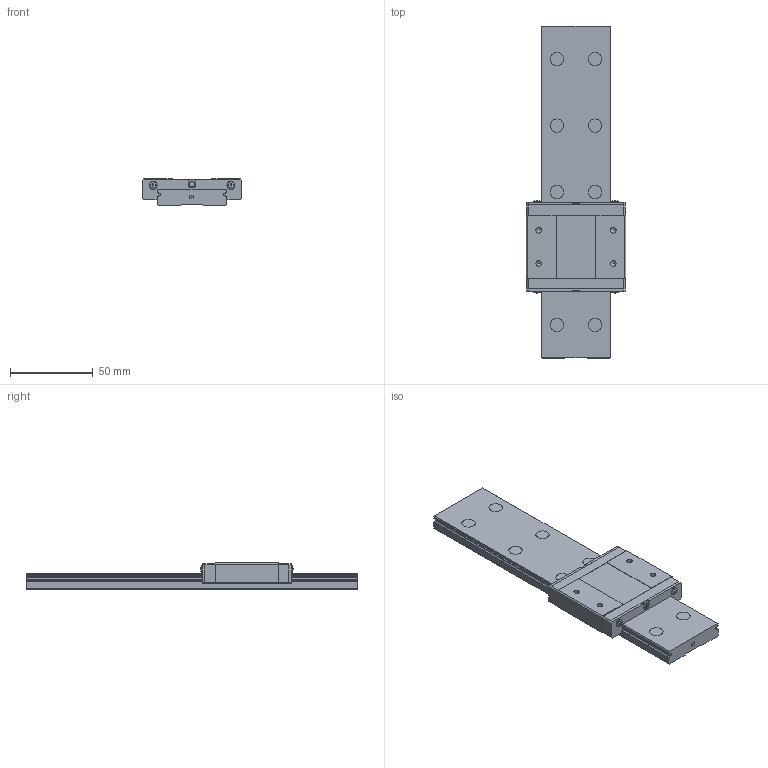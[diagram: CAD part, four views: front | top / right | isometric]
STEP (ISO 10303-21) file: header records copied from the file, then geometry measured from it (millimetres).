
FILE_DESCRIPTION (( 'STEP AP203' ), '1' );
FILE_NAME ('20-019364.step', '2022-03-22T13:18:01', ( '' ), ( '' ), 'SwSTEP 2.0', 'SolidWorks 2021', '' );
FILE_SCHEMA (( 'CONFIG_CONTROL_DESIGN' ));
Length unit declared in the file: millimetre
Products named in the file (1): 20-019364
Bounding box: 60 x 200 x 16 mm (x, y, z)
Volume: 100236 mm3; surface area: 34754 mm2
Topology: 2 solids, 4 shells, 403 faces, 1029 edges, 674 vertices
Faces by surface type: plane 247, cylinder 128, cone 28
Entity records: 12124 total; most frequent: CARTESIAN_POINT 2211, ORIENTED_EDGE 2042, DIRECTION 2039, EDGE_CURVE 1021, LINE 699, VECTOR 699, VERTEX_POINT 674, AXIS2_PLACEMENT_3D 670
